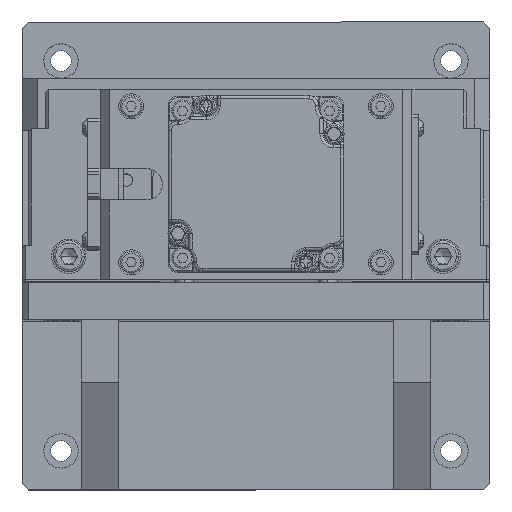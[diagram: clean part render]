
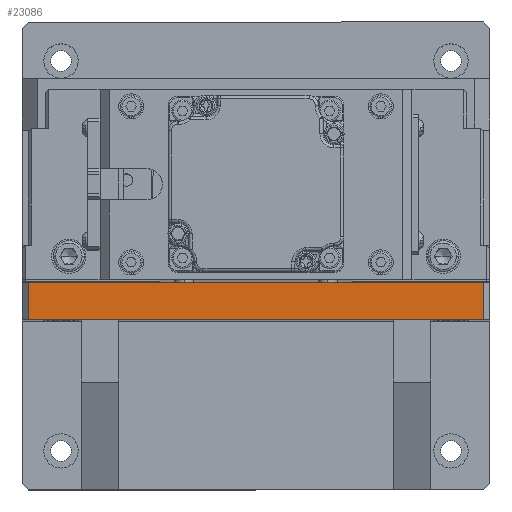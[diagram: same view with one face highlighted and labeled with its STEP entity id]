
A CAD part, top view. The second image highlights one B-rep face of the part: STEP entity #23086.
In plain terms, the highlighted planar face has unit normal (0, 0, 1).
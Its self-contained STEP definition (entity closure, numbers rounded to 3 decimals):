
#1510 = DIRECTION ( 'NONE',  ( 0., -1., 0. ) ) ;
#6591 = ORIENTED_EDGE ( 'NONE', *, *, #28729, .F. ) ;
#7456 = VERTEX_POINT ( 'NONE', #24966 ) ;
#8286 = ORIENTED_EDGE ( 'NONE', *, *, #13410, .T. ) ;
#10602 = LINE ( 'NONE', #27386, #23850 ) ;
#12570 = DIRECTION ( 'NONE',  ( 0., 0., -1. ) ) ;
#13041 = DIRECTION ( 'NONE',  ( 0., 1., 0. ) ) ;
#13410 = EDGE_CURVE ( 'NONE', #26976, #16149, #36197, .T. ) ;
#15835 = VECTOR ( 'NONE', #40625, 1000. ) ;
#16149 = VERTEX_POINT ( 'NONE', #55255 ) ;
#16320 = CARTESIAN_POINT ( 'NONE',  ( -75., 0., 94. ) ) ;
#19090 = ORIENTED_EDGE ( 'NONE', *, *, #22434, .T. ) ;
#22434 = EDGE_CURVE ( 'NONE', #7456, #26976, #34443, .T. ) ;
#22558 = DIRECTION ( 'NONE',  ( 0., 1., 0. ) ) ;
#23086 = ADVANCED_FACE ( 'NONE', ( #41397 ), #47148, .F. ) ;
#23850 = VECTOR ( 'NONE', #13041, 1000. ) ;
#24966 = CARTESIAN_POINT ( 'NONE',  ( 73., 0., 94. ) ) ;
#26976 = VERTEX_POINT ( 'NONE', #45978 ) ;
#27386 = CARTESIAN_POINT ( 'NONE',  ( 73., -12., 94. ) ) ;
#28729 = EDGE_CURVE ( 'NONE', #57163, #16149, #53606, .T. ) ;
#30419 = EDGE_CURVE ( 'NONE', #57163, #7456, #10602, .T. ) ;
#31149 = AXIS2_PLACEMENT_3D ( 'NONE', #47780, #12570, #22558 ) ;
#31279 = CARTESIAN_POINT ( 'NONE',  ( -73., -12., 94. ) ) ;
#34443 = LINE ( 'NONE', #16320, #15835 ) ;
#36197 = LINE ( 'NONE', #31279, #47859 ) ;
#40372 = VECTOR ( 'NONE', #61972, 1000. ) ;
#40625 = DIRECTION ( 'NONE',  ( -1., 0., 0. ) ) ;
#41397 = FACE_OUTER_BOUND ( 'NONE', #55750, .T. ) ;
#45978 = CARTESIAN_POINT ( 'NONE',  ( -73., 0., 94. ) ) ;
#47148 = PLANE ( 'NONE',  #31149 ) ;
#47780 = CARTESIAN_POINT ( 'NONE',  ( -75., -12., 94. ) ) ;
#47859 = VECTOR ( 'NONE', #1510, 1000. ) ;
#53606 = LINE ( 'NONE', #56983, #40372 ) ;
#55255 = CARTESIAN_POINT ( 'NONE',  ( -73., -12., 94. ) ) ;
#55750 = EDGE_LOOP ( 'NONE', ( #19090, #8286, #6591, #62923 ) ) ;
#56983 = CARTESIAN_POINT ( 'NONE',  ( -75., -12., 94. ) ) ;
#57163 = VERTEX_POINT ( 'NONE', #63827 ) ;
#61972 = DIRECTION ( 'NONE',  ( -1., 0., 0. ) ) ;
#62923 = ORIENTED_EDGE ( 'NONE', *, *, #30419, .T. ) ;
#63827 = CARTESIAN_POINT ( 'NONE',  ( 73., -12., 94. ) ) ;
